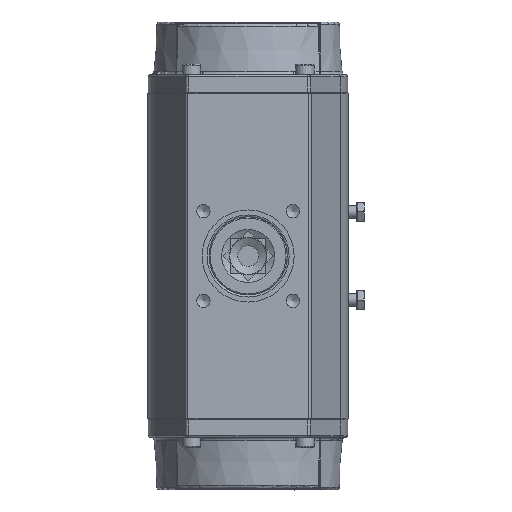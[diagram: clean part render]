
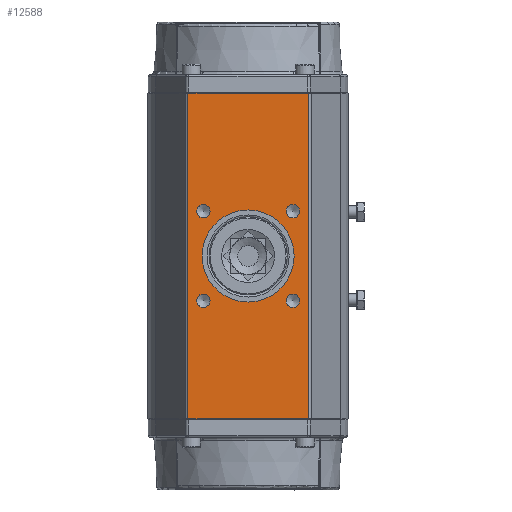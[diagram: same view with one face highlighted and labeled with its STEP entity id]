
A CAD part, front view. The second image highlights one B-rep face of the part: STEP entity #12588.
In plain terms, the highlighted planar face has unit normal (0, -1, 0).
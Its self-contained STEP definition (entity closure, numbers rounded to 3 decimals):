
#447=PLANE('',#14203);
#987=LINE('',#28738,#1659);
#988=LINE('',#28741,#1660);
#989=LINE('',#28743,#1661);
#990=LINE('',#28745,#1662);
#1659=VECTOR('',#17097,1000.);
#1660=VECTOR('',#17098,1000.);
#1661=VECTOR('',#17099,1000.);
#1662=VECTOR('',#17100,1000.);
#2475=CIRCLE('',#14091,60.);
#2479=CIRCLE('',#14097,8.75);
#2481=CIRCLE('',#14101,8.75);
#2483=CIRCLE('',#14105,8.75);
#2485=CIRCLE('',#14109,8.75);
#5488=ORIENTED_EDGE('',*,*,#7763,.T.);
#5489=ORIENTED_EDGE('',*,*,#7764,.T.);
#5490=ORIENTED_EDGE('',*,*,#7765,.T.);
#5491=ORIENTED_EDGE('',*,*,#7766,.T.);
#5492=ORIENTED_EDGE('',*,*,#7656,.F.);
#5493=ORIENTED_EDGE('',*,*,#7654,.F.);
#5494=ORIENTED_EDGE('',*,*,#7652,.F.);
#5495=ORIENTED_EDGE('',*,*,#7650,.F.);
#5496=ORIENTED_EDGE('',*,*,#7645,.F.);
#7645=EDGE_CURVE('',#9088,#9088,#2475,.T.);
#7650=EDGE_CURVE('',#9093,#9093,#2479,.T.);
#7652=EDGE_CURVE('',#9096,#9096,#2481,.T.);
#7654=EDGE_CURVE('',#9099,#9099,#2483,.T.);
#7656=EDGE_CURVE('',#9102,#9102,#2485,.T.);
#7763=EDGE_CURVE('',#9214,#9215,#987,.T.);
#7764=EDGE_CURVE('',#9215,#9216,#988,.T.);
#7765=EDGE_CURVE('',#9216,#9217,#989,.T.);
#7766=EDGE_CURVE('',#9217,#9214,#990,.T.);
#9088=VERTEX_POINT('',#28149);
#9093=VERTEX_POINT('',#28179);
#9096=VERTEX_POINT('',#28186);
#9099=VERTEX_POINT('',#28193);
#9102=VERTEX_POINT('',#28200);
#9214=VERTEX_POINT('',#28739);
#9215=VERTEX_POINT('',#28740);
#9216=VERTEX_POINT('',#28742);
#9217=VERTEX_POINT('',#28744);
#10790=EDGE_LOOP('',(#5488,#5489,#5490,#5491));
#10791=EDGE_LOOP('',(#5492));
#10792=EDGE_LOOP('',(#5493));
#10793=EDGE_LOOP('',(#5494));
#10794=EDGE_LOOP('',(#5495));
#10795=EDGE_LOOP('',(#5496));
#11720=FACE_BOUND('',#10790,.T.);
#11721=FACE_BOUND('',#10791,.T.);
#11722=FACE_BOUND('',#10792,.T.);
#11723=FACE_BOUND('',#10793,.T.);
#11724=FACE_BOUND('',#10794,.T.);
#11725=FACE_BOUND('',#10795,.T.);
#12588=ADVANCED_FACE('',(#11720,#11721,#11722,#11723,#11724,#11725),#447,
 .F.);
#14091=AXIS2_PLACEMENT_3D('',#28148,#16839,#16840);
#14097=AXIS2_PLACEMENT_3D('',#28178,#16851,#16852);
#14101=AXIS2_PLACEMENT_3D('',#28185,#16859,#16860);
#14105=AXIS2_PLACEMENT_3D('',#28192,#16867,#16868);
#14109=AXIS2_PLACEMENT_3D('',#28199,#16875,#16876);
#14203=AXIS2_PLACEMENT_3D('',#28737,#17095,#17096);
#16839=DIRECTION('',(0.,-1.,0.));
#16840=DIRECTION('',(1.,0.,0.));
#16851=DIRECTION('',(0.,-1.,0.));
#16852=DIRECTION('',(0.,0.,-1.));
#16859=DIRECTION('',(0.,-1.,0.));
#16860=DIRECTION('',(0.,0.,-1.));
#16867=DIRECTION('',(0.,-1.,0.));
#16868=DIRECTION('',(0.,0.,-1.));
#16875=DIRECTION('',(0.,-1.,0.));
#16876=DIRECTION('',(0.,0.,-1.));
#17095=DIRECTION('',(0.,1.,0.));
#17096=DIRECTION('',(-1.,0.,0.));
#17097=DIRECTION('',(0.,0.,1.));
#17098=DIRECTION('',(-1.,0.,0.));
#17099=DIRECTION('',(0.,0.,-1.));
#17100=DIRECTION('',(1.,0.,0.));
#28148=CARTESIAN_POINT('',(-12.912,-139.799,317.931));
#28149=CARTESIAN_POINT('',(47.088,-139.799,317.931));
#28178=CARTESIAN_POINT('',(-71.249,-139.799,259.595));
#28179=CARTESIAN_POINT('',(-71.249,-139.799,250.845));
#28185=CARTESIAN_POINT('',(45.424,-139.799,259.595));
#28186=CARTESIAN_POINT('',(45.424,-139.799,250.845));
#28192=CARTESIAN_POINT('',(45.424,-139.799,376.267));
#28193=CARTESIAN_POINT('',(45.424,-139.799,367.517));
#28199=CARTESIAN_POINT('',(-71.249,-139.799,376.267));
#28200=CARTESIAN_POINT('',(-71.249,-139.799,367.517));
#28737=CARTESIAN_POINT('',(-93.912,-139.799,530.931));
#28738=CARTESIAN_POINT('',(65.42,-139.799,530.931));
#28739=CARTESIAN_POINT('',(65.42,-139.799,105.931));
#28740=CARTESIAN_POINT('',(65.42,-139.799,529.931));
#28741=CARTESIAN_POINT('',(-91.245,-139.799,529.931));
#28742=CARTESIAN_POINT('',(-91.245,-139.799,529.931));
#28743=CARTESIAN_POINT('',(-91.245,-139.799,530.931));
#28744=CARTESIAN_POINT('',(-91.245,-139.799,105.931));
#28745=CARTESIAN_POINT('',(-93.912,-139.799,105.931));
